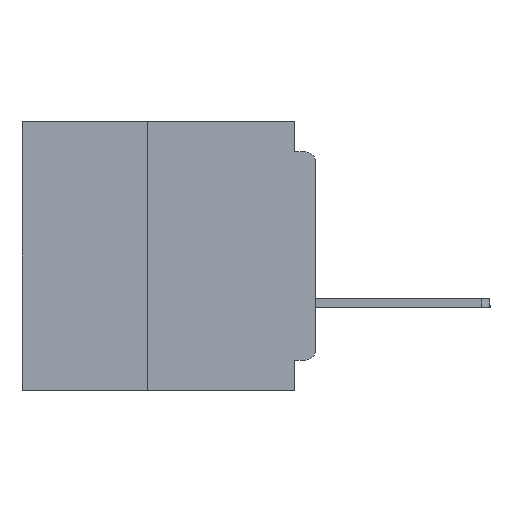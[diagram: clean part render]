
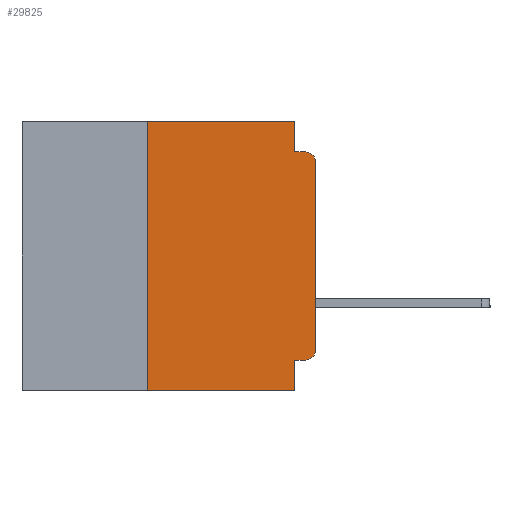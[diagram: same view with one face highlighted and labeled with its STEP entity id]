
A CAD part, left-side view. The second image highlights one B-rep face of the part: STEP entity #29825.
In plain terms, the highlighted planar face has unit normal (-1, 0, 0).
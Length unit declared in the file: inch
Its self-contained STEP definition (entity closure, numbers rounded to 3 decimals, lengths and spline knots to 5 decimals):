
#1553 = VERTEX_POINT ( 'NONE', #42933 ) ;
#2893 = VECTOR ( 'NONE', #39707, 39.37008 ) ;
#3733 = ORIENTED_EDGE ( 'NONE', *, *, #55314, .F. ) ;
#3871 = CARTESIAN_POINT ( 'NONE',  ( 0., 0.015, -0.045 ) ) ;
#3917 = DIRECTION ( 'NONE',  ( 0., 0., -1. ) ) ;
#6273 = CARTESIAN_POINT ( 'NONE',  ( 0., 0.031, 0. ) ) ;
#6396 = CARTESIAN_POINT ( 'NONE',  ( 0., 0.031, -0.355 ) ) ;
#7004 = LINE ( 'NONE', #7374, #41812 ) ;
#7374 = CARTESIAN_POINT ( 'NONE',  ( 0., 0., -0.355 ) ) ;
#8175 = VERTEX_POINT ( 'NONE', #6396 ) ;
#8790 = AXIS2_PLACEMENT_3D ( 'NONE', #12607, #44351, #17195 ) ;
#10386 = VERTEX_POINT ( 'NONE', #36809 ) ;
#10680 = VERTEX_POINT ( 'NONE', #43501 ) ;
#10825 = ORIENTED_EDGE ( 'NONE', *, *, #57519, .T. ) ;
#12540 = CARTESIAN_POINT ( 'NONE',  ( 0., 0.031, -0.4 ) ) ;
#12607 = CARTESIAN_POINT ( 'NONE',  ( 0., 0.015, -0.06 ) ) ;
#12947 = CARTESIAN_POINT ( 'NONE',  ( 0., 0.437, 0. ) ) ;
#13312 = CARTESIAN_POINT ( 'NONE',  ( 0., 0., -0.045 ) ) ;
#13641 = DIRECTION ( 'NONE',  ( 0., -1., 0. ) ) ;
#13722 = EDGE_CURVE ( 'NONE', #10386, #49596, #18847, .T. ) ;
#13835 = CARTESIAN_POINT ( 'NONE',  ( 0., 0.015, -0.34 ) ) ;
#13854 = ORIENTED_EDGE ( 'NONE', *, *, #56363, .T. ) ;
#14023 = DIRECTION ( 'NONE',  ( 0., 0., 1. ) ) ;
#15297 = VERTEX_POINT ( 'NONE', #20934 ) ;
#16040 = EDGE_CURVE ( 'NONE', #10680, #33601, #37804, .T. ) ;
#16061 = VERTEX_POINT ( 'NONE', #22641 ) ;
#16530 = CARTESIAN_POINT ( 'NONE',  ( 0., 0.437, -0.4 ) ) ;
#17039 = EDGE_CURVE ( 'NONE', #20637, #10680, #53241, .T. ) ;
#17107 = VECTOR ( 'NONE', #47887, 39.37008 ) ;
#17195 = DIRECTION ( 'NONE',  ( 0., 0., -1. ) ) ;
#17765 = CIRCLE ( 'NONE', #8790, 0.015 ) ;
#18422 = DIRECTION ( 'NONE',  ( 0., 0., -1. ) ) ;
#18602 = VECTOR ( 'NONE', #21095, 39.37008 ) ;
#18847 = CIRCLE ( 'NONE', #47242, 0.015 ) ;
#20021 = LINE ( 'NONE', #16530, #18602 ) ;
#20637 = VERTEX_POINT ( 'NONE', #6273 ) ;
#20748 = CARTESIAN_POINT ( 'NONE',  ( 0., 0.031, 0. ) ) ;
#20934 = CARTESIAN_POINT ( 'NONE',  ( 0., 0., -0.06 ) ) ;
#21095 = DIRECTION ( 'NONE',  ( 0., -1., 0. ) ) ;
#22641 = CARTESIAN_POINT ( 'NONE',  ( 0., 0.25, 0. ) ) ;
#23678 = ORIENTED_EDGE ( 'NONE', *, *, #16040, .F. ) ;
#23852 = FACE_OUTER_BOUND ( 'NONE', #33064, .T. ) ;
#24337 = VECTOR ( 'NONE', #35938, 39.37008 ) ;
#26702 = ORIENTED_EDGE ( 'NONE', *, *, #54180, .F. ) ;
#26924 = AXIS2_PLACEMENT_3D ( 'NONE', #12947, #31220, #3917 ) ;
#27189 = LINE ( 'NONE', #12540, #2893 ) ;
#27894 = ORIENTED_EDGE ( 'NONE', *, *, #35202, .T. ) ;
#29825 = ADVANCED_FACE ( 'NONE', ( #23852 ), #49244, .F. ) ;
#31220 = DIRECTION ( 'NONE',  ( 1., 0., 0. ) ) ;
#33064 = EDGE_LOOP ( 'NONE', ( #27894, #10825, #23678, #47088, #3733, #45048, #13854, #55643, #26702, #36638 ) ) ;
#33285 = CARTESIAN_POINT ( 'NONE',  ( 0., 0.25, -0.4 ) ) ;
#33601 = VERTEX_POINT ( 'NONE', #3871 ) ;
#35202 = EDGE_CURVE ( 'NONE', #49596, #15297, #53394, .T. ) ;
#35938 = DIRECTION ( 'NONE',  ( 0., -1., 0. ) ) ;
#35953 = DIRECTION ( 'NONE',  ( 0., 0., 1. ) ) ;
#36271 = CARTESIAN_POINT ( 'NONE',  ( 0., 0.437, 0. ) ) ;
#36638 = ORIENTED_EDGE ( 'NONE', *, *, #13722, .T. ) ;
#36649 = CARTESIAN_POINT ( 'NONE',  ( 0., 0., 0. ) ) ;
#36809 = CARTESIAN_POINT ( 'NONE',  ( 0., 0.015, -0.355 ) ) ;
#37804 = LINE ( 'NONE', #13312, #24337 ) ;
#39148 = DIRECTION ( 'NONE',  ( 0., 1., 0. ) ) ;
#39707 = DIRECTION ( 'NONE',  ( 0., 0., -1. ) ) ;
#39950 = VECTOR ( 'NONE', #14023, 39.37008 ) ;
#40651 = EDGE_CURVE ( 'NONE', #8175, #1553, #27189, .T. ) ;
#40740 = EDGE_CURVE ( 'NONE', #41201, #16061, #57544, .T. ) ;
#41201 = VERTEX_POINT ( 'NONE', #33285 ) ;
#41812 = VECTOR ( 'NONE', #39148, 39.37008 ) ;
#42126 = LINE ( 'NONE', #36271, #55537 ) ;
#42933 = CARTESIAN_POINT ( 'NONE',  ( 0., 0.031, -0.4 ) ) ;
#43501 = CARTESIAN_POINT ( 'NONE',  ( 0., 0.031, -0.045 ) ) ;
#44351 = DIRECTION ( 'NONE',  ( -1., 0., 0. ) ) ;
#45048 = ORIENTED_EDGE ( 'NONE', *, *, #40740, .F. ) ;
#45559 = DIRECTION ( 'NONE',  ( -1., 0., 0. ) ) ;
#45587 = VECTOR ( 'NONE', #35953, 39.37008 ) ;
#47088 = ORIENTED_EDGE ( 'NONE', *, *, #17039, .F. ) ;
#47242 = AXIS2_PLACEMENT_3D ( 'NONE', #13835, #45559, #18422 ) ;
#47887 = DIRECTION ( 'NONE',  ( 0., 0., -1. ) ) ;
#49244 = PLANE ( 'NONE',  #26924 ) ;
#49596 = VERTEX_POINT ( 'NONE', #49700 ) ;
#49700 = CARTESIAN_POINT ( 'NONE',  ( 0., 0., -0.34 ) ) ;
#53241 = LINE ( 'NONE', #20748, #17107 ) ;
#53394 = LINE ( 'NONE', #36649, #39950 ) ;
#53920 = CARTESIAN_POINT ( 'NONE',  ( 0., 0.25, -0.4 ) ) ;
#54180 = EDGE_CURVE ( 'NONE', #10386, #8175, #7004, .T. ) ;
#55314 = EDGE_CURVE ( 'NONE', #16061, #20637, #42126, .T. ) ;
#55537 = VECTOR ( 'NONE', #13641, 39.37008 ) ;
#55643 = ORIENTED_EDGE ( 'NONE', *, *, #40651, .F. ) ;
#56363 = EDGE_CURVE ( 'NONE', #41201, #1553, #20021, .T. ) ;
#57519 = EDGE_CURVE ( 'NONE', #15297, #33601, #17765, .T. ) ;
#57544 = LINE ( 'NONE', #53920, #45587 ) ;
